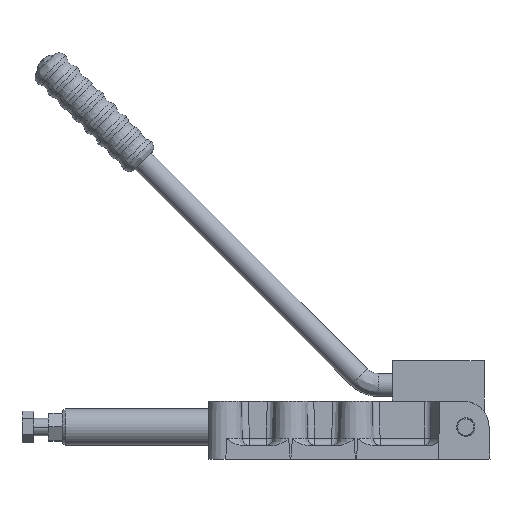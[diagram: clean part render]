
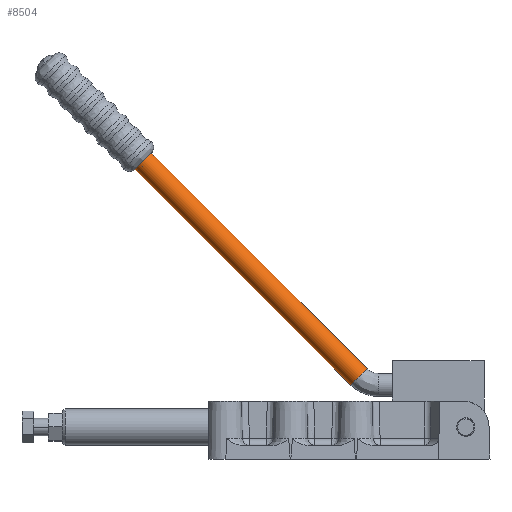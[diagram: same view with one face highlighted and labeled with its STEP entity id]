
A CAD part, front view. The second image highlights one B-rep face of the part: STEP entity #8504.
In plain terms, the highlighted cylindrical face has radius 7.938 mm (diameter 15.875 mm), a partial arc.
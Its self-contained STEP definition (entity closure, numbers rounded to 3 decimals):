
#265 = VECTOR ( 'NONE', #6651, 1000. ) ;
#579 = EDGE_CURVE ( 'NONE', #1077, #8999, #4552, .T. ) ;
#982 = DIRECTION ( 'NONE',  ( 0.707, 0., -0.707 ) ) ;
#1077 = VERTEX_POINT ( 'NONE', #12321 ) ;
#1488 = CARTESIAN_POINT ( 'NONE',  ( 484.617, 269.201, 246.714 ) ) ;
#1731 = CARTESIAN_POINT ( 'NONE',  ( 711.368, 269.201, 42.413 ) ) ;
#2748 = AXIS2_PLACEMENT_3D ( 'NONE', #10946, #5226, #9124 ) ;
#2791 = LINE ( 'NONE', #10424, #265 ) ;
#2857 = CYLINDRICAL_SURFACE ( 'NONE', #10557, 7.938 ) ;
#2930 = CARTESIAN_POINT ( 'NONE',  ( 495.842, 269.201, 257.939 ) ) ;
#3110 = AXIS2_PLACEMENT_3D ( 'NONE', #11465, #11289, #3751 ) ;
#3542 = CARTESIAN_POINT ( 'NONE',  ( 490.23, 269.201, 252.327 ) ) ;
#3670 = DIRECTION ( 'NONE',  ( -0.707, 0., -0.707 ) ) ;
#3751 = DIRECTION ( 'NONE',  ( -0.707, 0., -0.707 ) ) ;
#3962 = EDGE_CURVE ( 'NONE', #11174, #8913, #2791, .T. ) ;
#4009 = EDGE_CURVE ( 'NONE', #8913, #8999, #10141, .T. ) ;
#4552 = LINE ( 'NONE', #2930, #8015 ) ;
#5226 = DIRECTION ( 'NONE',  ( 0.707, 0., -0.707 ) ) ;
#5364 = CARTESIAN_POINT ( 'NONE',  ( 700.143, 269.201, 31.188 ) ) ;
#5503 = DIRECTION ( 'NONE',  ( 0.707, 0., -0.707 ) ) ;
#5856 = ORIENTED_EDGE ( 'NONE', *, *, #9320, .T. ) ;
#6004 = CIRCLE ( 'NONE', #2748, 7.938 ) ;
#6651 = DIRECTION ( 'NONE',  ( 0.707, 0., -0.707 ) ) ;
#6685 = ORIENTED_EDGE ( 'NONE', *, *, #3962, .T. ) ;
#6730 = ORIENTED_EDGE ( 'NONE', *, *, #579, .F. ) ;
#8015 = VECTOR ( 'NONE', #982, 1000. ) ;
#8167 = ORIENTED_EDGE ( 'NONE', *, *, #4009, .T. ) ;
#8504 = ADVANCED_FACE ( 'NONE', ( #8560 ), #2857, .T. ) ;
#8560 = FACE_OUTER_BOUND ( 'NONE', #9985, .T. ) ;
#8913 = VERTEX_POINT ( 'NONE', #5364 ) ;
#8999 = VERTEX_POINT ( 'NONE', #1731 ) ;
#9124 = DIRECTION ( 'NONE',  ( -0.707, 0., -0.707 ) ) ;
#9320 = EDGE_CURVE ( 'NONE', #1077, #11174, #6004, .T. ) ;
#9985 = EDGE_LOOP ( 'NONE', ( #6730, #5856, #6685, #8167 ) ) ;
#10141 = CIRCLE ( 'NONE', #3110, 7.937 ) ;
#10424 = CARTESIAN_POINT ( 'NONE',  ( 484.617, 269.201, 246.714 ) ) ;
#10557 = AXIS2_PLACEMENT_3D ( 'NONE', #3542, #5503, #3670 ) ;
#10946 = CARTESIAN_POINT ( 'NONE',  ( 490.23, 269.201, 252.327 ) ) ;
#11174 = VERTEX_POINT ( 'NONE', #1488 ) ;
#11289 = DIRECTION ( 'NONE',  ( -0.707, 0., 0.707 ) ) ;
#11465 = CARTESIAN_POINT ( 'NONE',  ( 705.756, 269.201, 36.8 ) ) ;
#12321 = CARTESIAN_POINT ( 'NONE',  ( 495.842, 269.201, 257.939 ) ) ;
